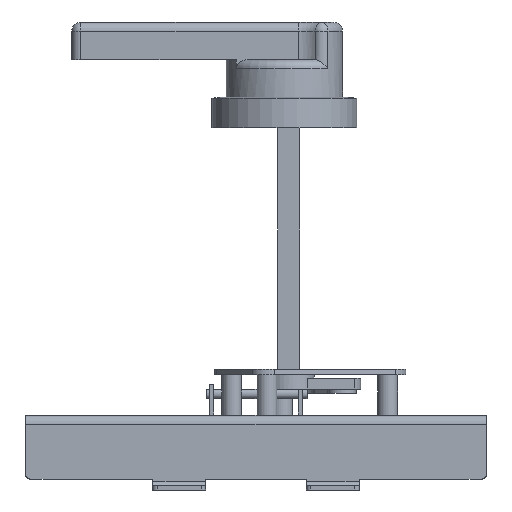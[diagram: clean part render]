
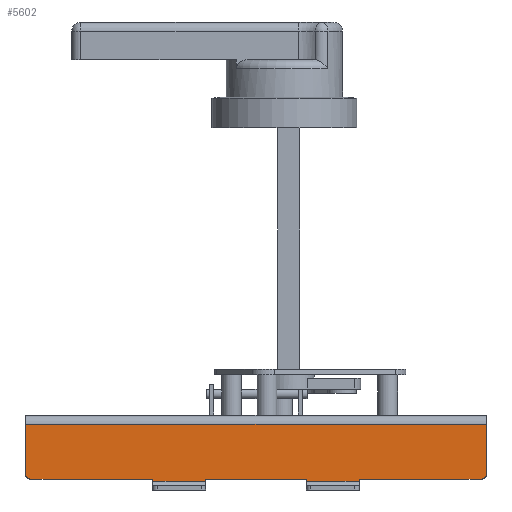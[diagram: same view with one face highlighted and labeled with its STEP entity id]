
A CAD part, front view. The second image highlights one B-rep face of the part: STEP entity #5602.
In plain terms, the highlighted planar face has unit normal (0, -1, 0).
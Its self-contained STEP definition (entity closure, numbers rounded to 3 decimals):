
#11 = CARTESIAN_POINT ( 'NONE',  ( 105., -108., 34. ) ) ;
#45 = VECTOR ( 'NONE', #6949, 1000. ) ;
#167 = EDGE_CURVE ( 'NONE', #4130, #3538, #1461, .T. ) ;
#214 = DIRECTION ( 'NONE',  ( 0., 1., 0. ) ) ;
#263 = CARTESIAN_POINT ( 'NONE',  ( -105., -108., 7. ) ) ;
#424 = LINE ( 'NONE', #5750, #5814 ) ;
#479 = ORIENTED_EDGE ( 'NONE', *, *, #3730, .T. ) ;
#510 = CARTESIAN_POINT ( 'NONE',  ( 103., -108., 7. ) ) ;
#593 = DIRECTION ( 'NONE',  ( 0., 0., 1. ) ) ;
#670 = VERTEX_POINT ( 'NONE', #4162 ) ;
#846 = AXIS2_PLACEMENT_3D ( 'NONE', #5611, #214, #2924 ) ;
#1003 = DIRECTION ( 'NONE',  ( 0., -1., 0. ) ) ;
#1072 = VERTEX_POINT ( 'NONE', #4389 ) ;
#1081 = VERTEX_POINT ( 'NONE', #1717 ) ;
#1145 = EDGE_CURVE ( 'NONE', #3151, #1282, #5325, .T. ) ;
#1227 = VERTEX_POINT ( 'NONE', #1786 ) ;
#1242 = VERTEX_POINT ( 'NONE', #1399 ) ;
#1282 = VERTEX_POINT ( 'NONE', #1351 ) ;
#1351 = CARTESIAN_POINT ( 'NONE',  ( 103., -108., 5. ) ) ;
#1399 = CARTESIAN_POINT ( 'NONE',  ( -23., -108., 5. ) ) ;
#1461 = LINE ( 'NONE', #5333, #45 ) ;
#1499 = LINE ( 'NONE', #3653, #5628 ) ;
#1512 = CIRCLE ( 'NONE', #4940, 2. ) ;
#1524 = FACE_OUTER_BOUND ( 'NONE', #2897, .T. ) ;
#1592 = DIRECTION ( 'NONE',  ( -1., 0., 0. ) ) ;
#1678 = CARTESIAN_POINT ( 'NONE',  ( -103., -108., 7. ) ) ;
#1686 = VECTOR ( 'NONE', #1592, 1000. ) ;
#1717 = CARTESIAN_POINT ( 'NONE',  ( -47., -108., 4. ) ) ;
#1786 = CARTESIAN_POINT ( 'NONE',  ( 105., -108., 7. ) ) ;
#2001 = DIRECTION ( 'NONE',  ( 1., 0., 0. ) ) ;
#2021 = VERTEX_POINT ( 'NONE', #6912 ) ;
#2391 = CARTESIAN_POINT ( 'NONE',  ( 47., -108., 5. ) ) ;
#2464 = EDGE_CURVE ( 'NONE', #670, #4659, #4890, .T. ) ;
#2466 = VECTOR ( 'NONE', #4346, 1000. ) ;
#2503 = EDGE_CURVE ( 'NONE', #1282, #1227, #1512, .T. ) ;
#2651 = CARTESIAN_POINT ( 'NONE',  ( -105., -108., 30. ) ) ;
#2760 = DIRECTION ( 'NONE',  ( 0., 0., 1. ) ) ;
#2772 = EDGE_CURVE ( 'NONE', #3538, #3151, #6487, .T. ) ;
#2897 = EDGE_LOOP ( 'NONE', ( #5688, #6565, #6292, #6518, #4456, #3935, #479, #5678, #3468, #6413, #5424, #3003, #4145, #5572 ) ) ;
#2924 = DIRECTION ( 'NONE',  ( 0., 0., 1. ) ) ;
#3003 = ORIENTED_EDGE ( 'NONE', *, *, #2772, .T. ) ;
#3062 = VERTEX_POINT ( 'NONE', #263 ) ;
#3130 = LINE ( 'NONE', #11, #2466 ) ;
#3151 = VERTEX_POINT ( 'NONE', #2391 ) ;
#3316 = EDGE_CURVE ( 'NONE', #2021, #1242, #5892, .T. ) ;
#3355 = EDGE_CURVE ( 'NONE', #3062, #5846, #4111, .T. ) ;
#3424 = PLANE ( 'NONE',  #846 ) ;
#3430 = DIRECTION ( 'NONE',  ( 1., 0., 0. ) ) ;
#3468 = ORIENTED_EDGE ( 'NONE', *, *, #4053, .T. ) ;
#3538 = VERTEX_POINT ( 'NONE', #6010 ) ;
#3653 = CARTESIAN_POINT ( 'NONE',  ( -105., -108., 4. ) ) ;
#3730 = EDGE_CURVE ( 'NONE', #1081, #2021, #1499, .T. ) ;
#3763 = CARTESIAN_POINT ( 'NONE',  ( -47., -108., 34. ) ) ;
#3785 = CARTESIAN_POINT ( 'NONE',  ( -23., -108., 34. ) ) ;
#3844 = CARTESIAN_POINT ( 'NONE',  ( 47., -108., 34. ) ) ;
#3935 = ORIENTED_EDGE ( 'NONE', *, *, #6710, .T. ) ;
#4001 = CARTESIAN_POINT ( 'NONE',  ( -105., -108., 5. ) ) ;
#4053 = EDGE_CURVE ( 'NONE', #1242, #6699, #6468, .T. ) ;
#4111 = CIRCLE ( 'NONE', #5607, 2. ) ;
#4130 = VERTEX_POINT ( 'NONE', #5526 ) ;
#4136 = CARTESIAN_POINT ( 'NONE',  ( -105., -108., 30. ) ) ;
#4145 = ORIENTED_EDGE ( 'NONE', *, *, #1145, .T. ) ;
#4162 = CARTESIAN_POINT ( 'NONE',  ( 105., -108., 30. ) ) ;
#4179 = EDGE_CURVE ( 'NONE', #6699, #4130, #5613, .T. ) ;
#4199 = LINE ( 'NONE', #3763, #5307 ) ;
#4281 = VECTOR ( 'NONE', #6976, 1000. ) ;
#4346 = DIRECTION ( 'NONE',  ( 0., 0., -1. ) ) ;
#4389 = CARTESIAN_POINT ( 'NONE',  ( -47., -108., 5. ) ) ;
#4401 = DIRECTION ( 'NONE',  ( 0., 0., -1. ) ) ;
#4456 = ORIENTED_EDGE ( 'NONE', *, *, #6258, .T. ) ;
#4625 = LINE ( 'NONE', #6715, #6066 ) ;
#4659 = VERTEX_POINT ( 'NONE', #4136 ) ;
#4890 = LINE ( 'NONE', #2651, #1686 ) ;
#4930 = EDGE_CURVE ( 'NONE', #670, #1227, #3130, .T. ) ;
#4937 = DIRECTION ( 'NONE',  ( 0., -1., 0. ) ) ;
#4940 = AXIS2_PLACEMENT_3D ( 'NONE', #510, #1003, #6398 ) ;
#4989 = VECTOR ( 'NONE', #6700, 1000. ) ;
#5154 = DIRECTION ( 'NONE',  ( 0., 0., -1. ) ) ;
#5307 = VECTOR ( 'NONE', #4401, 1000. ) ;
#5325 = LINE ( 'NONE', #6544, #4989 ) ;
#5333 = CARTESIAN_POINT ( 'NONE',  ( -105., -108., 4. ) ) ;
#5373 = VECTOR ( 'NONE', #3430, 1000. ) ;
#5424 = ORIENTED_EDGE ( 'NONE', *, *, #167, .T. ) ;
#5526 = CARTESIAN_POINT ( 'NONE',  ( 23., -108., 4. ) ) ;
#5572 = ORIENTED_EDGE ( 'NONE', *, *, #2503, .T. ) ;
#5602 = ADVANCED_FACE ( 'NONE', ( #1524 ), #3424, .F. ) ;
#5607 = AXIS2_PLACEMENT_3D ( 'NONE', #1678, #4937, #2760 ) ;
#5611 = CARTESIAN_POINT ( 'NONE',  ( -105., -108., 34. ) ) ;
#5613 = LINE ( 'NONE', #6228, #5785 ) ;
#5628 = VECTOR ( 'NONE', #2001, 1000. ) ;
#5678 = ORIENTED_EDGE ( 'NONE', *, *, #3316, .T. ) ;
#5688 = ORIENTED_EDGE ( 'NONE', *, *, #4930, .F. ) ;
#5750 = CARTESIAN_POINT ( 'NONE',  ( -105., -108., 34. ) ) ;
#5785 = VECTOR ( 'NONE', #5154, 1000. ) ;
#5814 = VECTOR ( 'NONE', #6827, 1000. ) ;
#5846 = VERTEX_POINT ( 'NONE', #6876 ) ;
#5892 = LINE ( 'NONE', #3785, #4281 ) ;
#5985 = CARTESIAN_POINT ( 'NONE',  ( 23., -108., 5. ) ) ;
#6010 = CARTESIAN_POINT ( 'NONE',  ( 47., -108., 4. ) ) ;
#6066 = VECTOR ( 'NONE', #6179, 1000. ) ;
#6143 = VECTOR ( 'NONE', #593, 1000. ) ;
#6179 = DIRECTION ( 'NONE',  ( 1., 0., 0. ) ) ;
#6228 = CARTESIAN_POINT ( 'NONE',  ( 23., -108., 34. ) ) ;
#6258 = EDGE_CURVE ( 'NONE', #5846, #1072, #4625, .T. ) ;
#6292 = ORIENTED_EDGE ( 'NONE', *, *, #6345, .T. ) ;
#6345 = EDGE_CURVE ( 'NONE', #4659, #3062, #424, .T. ) ;
#6398 = DIRECTION ( 'NONE',  ( 0., 0., 1. ) ) ;
#6413 = ORIENTED_EDGE ( 'NONE', *, *, #4179, .T. ) ;
#6468 = LINE ( 'NONE', #4001, #5373 ) ;
#6487 = LINE ( 'NONE', #3844, #6143 ) ;
#6518 = ORIENTED_EDGE ( 'NONE', *, *, #3355, .T. ) ;
#6544 = CARTESIAN_POINT ( 'NONE',  ( -105., -108., 5. ) ) ;
#6565 = ORIENTED_EDGE ( 'NONE', *, *, #2464, .T. ) ;
#6699 = VERTEX_POINT ( 'NONE', #5985 ) ;
#6700 = DIRECTION ( 'NONE',  ( 1., 0., 0. ) ) ;
#6710 = EDGE_CURVE ( 'NONE', #1072, #1081, #4199, .T. ) ;
#6715 = CARTESIAN_POINT ( 'NONE',  ( -105., -108., 5. ) ) ;
#6827 = DIRECTION ( 'NONE',  ( 0., 0., -1. ) ) ;
#6876 = CARTESIAN_POINT ( 'NONE',  ( -103., -108., 5. ) ) ;
#6912 = CARTESIAN_POINT ( 'NONE',  ( -23., -108., 4. ) ) ;
#6949 = DIRECTION ( 'NONE',  ( 1., 0., 0. ) ) ;
#6976 = DIRECTION ( 'NONE',  ( 0., 0., 1. ) ) ;
